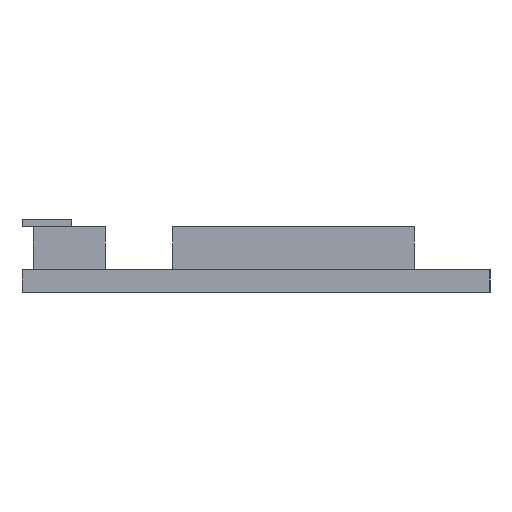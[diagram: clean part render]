
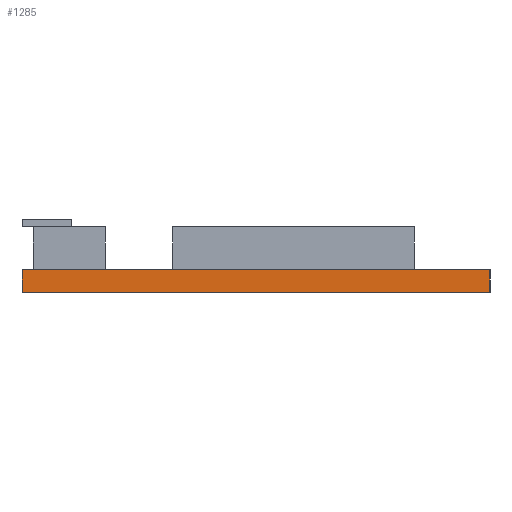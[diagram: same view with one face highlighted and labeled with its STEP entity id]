
A CAD part, left-side view. The second image highlights one B-rep face of the part: STEP entity #1285.
In plain terms, the highlighted planar face has unit normal (-1, 0, 0).
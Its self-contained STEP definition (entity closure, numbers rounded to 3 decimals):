
#77 = DIRECTION ( 'NONE',  ( 0., -1., 0. ) ) ;
#110 = VERTEX_POINT ( 'NONE', #658 ) ;
#175 = DIRECTION ( 'NONE',  ( 0., 0., 1. ) ) ;
#267 = DIRECTION ( 'NONE',  ( 0., -1., 0. ) ) ;
#282 = EDGE_CURVE ( 'NONE', #110, #722, #1066, .T. ) ;
#323 = LINE ( 'NONE', #873, #1006 ) ;
#367 = ORIENTED_EDGE ( 'NONE', *, *, #282, .F. ) ;
#405 = AXIS2_PLACEMENT_3D ( 'NONE', #1112, #553, #175 ) ;
#415 = LINE ( 'NONE', #1517, #949 ) ;
#440 = VERTEX_POINT ( 'NONE', #791 ) ;
#469 = EDGE_CURVE ( 'NONE', #440, #110, #415, .T. ) ;
#553 = DIRECTION ( 'NONE',  ( -1., 0., 0. ) ) ;
#580 = ORIENTED_EDGE ( 'NONE', *, *, #1662, .T. ) ;
#658 = CARTESIAN_POINT ( 'NONE',  ( 149.038, 227.725, 0. ) ) ;
#722 = VERTEX_POINT ( 'NONE', #1504 ) ;
#750 = LINE ( 'NONE', #1289, #1698 ) ;
#791 = CARTESIAN_POINT ( 'NONE',  ( 149.038, 227.725, -1.6 ) ) ;
#873 = CARTESIAN_POINT ( 'NONE',  ( 149.038, 195.036, -1.6 ) ) ;
#949 = VECTOR ( 'NONE', #1232, 1000. ) ;
#976 = ORIENTED_EDGE ( 'NONE', *, *, #469, .F. ) ;
#985 = EDGE_CURVE ( 'NONE', #1632, #722, #323, .T. ) ;
#1006 = VECTOR ( 'NONE', #1165, 1000. ) ;
#1019 = VECTOR ( 'NONE', #267, 1000. ) ;
#1060 = ORIENTED_EDGE ( 'NONE', *, *, #985, .T. ) ;
#1066 = LINE ( 'NONE', #1740, #1019 ) ;
#1110 = EDGE_LOOP ( 'NONE', ( #367, #976, #580, #1060 ) ) ;
#1112 = CARTESIAN_POINT ( 'NONE',  ( 149.038, 227.725, -1.6 ) ) ;
#1165 = DIRECTION ( 'NONE',  ( 0., 0., 1. ) ) ;
#1232 = DIRECTION ( 'NONE',  ( 0., 0., 1. ) ) ;
#1285 = ADVANCED_FACE ( 'NONE', ( #1628 ), #1618, .T. ) ;
#1289 = CARTESIAN_POINT ( 'NONE',  ( 149.038, 227.725, -1.6 ) ) ;
#1438 = CARTESIAN_POINT ( 'NONE',  ( 149.038, 195.036, -1.6 ) ) ;
#1504 = CARTESIAN_POINT ( 'NONE',  ( 149.038, 195.036, 0. ) ) ;
#1517 = CARTESIAN_POINT ( 'NONE',  ( 149.038, 227.725, -1.6 ) ) ;
#1618 = PLANE ( 'NONE',  #405 ) ;
#1628 = FACE_OUTER_BOUND ( 'NONE', #1110, .T. ) ;
#1632 = VERTEX_POINT ( 'NONE', #1438 ) ;
#1662 = EDGE_CURVE ( 'NONE', #440, #1632, #750, .T. ) ;
#1698 = VECTOR ( 'NONE', #77, 1000. ) ;
#1740 = CARTESIAN_POINT ( 'NONE',  ( 149.038, 227.725, 0. ) ) ;
